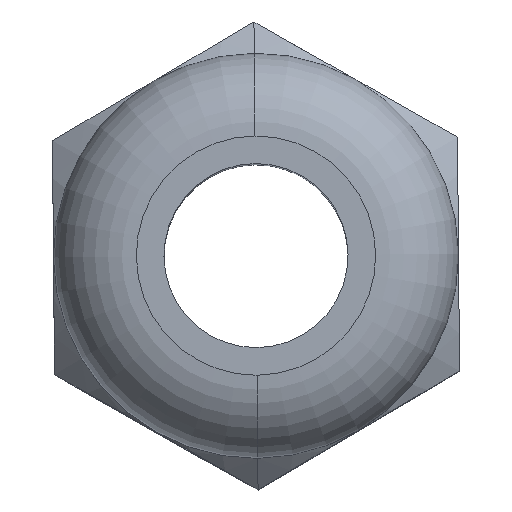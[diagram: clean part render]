
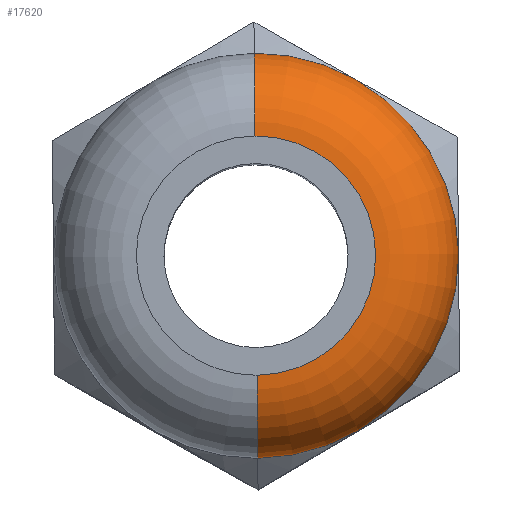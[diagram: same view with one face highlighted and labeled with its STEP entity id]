
A CAD part, top view. The second image highlights one B-rep face of the part: STEP entity #17620.
In plain terms, the highlighted toroidal (fillet/blend) face has major radius 6.5 mm and minor radius 4.5 mm.
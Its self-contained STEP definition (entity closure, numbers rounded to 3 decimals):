
#3230=CARTESIAN_POINT('',(0.,0.,
45.159));
#3240=DIRECTION('',(0.,0.,-1.));
#3250=DIRECTION('',(-0.5,0.866,0.));
#3260=AXIS2_PLACEMENT_3D('',#3230,#3240,#3250);
#3270=CIRCLE('',#3260,6.5);
#3280=CARTESIAN_POINT('',(-3.25,5.629,
45.159));
#3290=VERTEX_POINT('',#3280);
#3300=CARTESIAN_POINT('',(3.25,-5.629,45.159));
#3310=VERTEX_POINT('',#3300);
#3320=EDGE_CURVE('',#3290,#3310,#3270,.T.);
#3510=CARTESIAN_POINT('',(3.25,-5.629,40.659));
#3520=DIRECTION('',(-0.866,-0.5,0.));
#3530=DIRECTION('',(0.5,-0.866,0.));
#3540=AXIS2_PLACEMENT_3D('',#3510,#3520,#3530);
#3550=CIRCLE('',#3540,4.5);
#3560=CARTESIAN_POINT('',(5.5,-9.526,
40.659));
#3570=VERTEX_POINT('',#3560);
#3580=EDGE_CURVE('',#3570,#3310,#3550,.T.);
#3600=CARTESIAN_POINT('',(0.,0.,
40.659));
#3610=DIRECTION('',(0.,0.,-1.));
#3620=DIRECTION('',(-0.5,0.866,0.));
#3630=AXIS2_PLACEMENT_3D('',#3600,#3610,#3620);
#3640=CIRCLE('',#3630,11.);
#3650=CARTESIAN_POINT('',(-5.5,9.526,
40.659));
#3660=VERTEX_POINT('',#3650);
#3690=CARTESIAN_POINT('',(-3.25,5.629,
40.659));
#3700=DIRECTION('',(0.866,0.5,0.));
#3710=DIRECTION('',(-0.5,0.866,0.));
#3720=AXIS2_PLACEMENT_3D('',#3690,#3700,#3710);
#3730=CIRCLE('',#3720,4.5);
#3740=EDGE_CURVE('',#3660,#3290,#3730,.T.);
#17500=CARTESIAN_POINT('',(0.,0.,
40.659));
#17510=DIRECTION('',(0.,0.,-1.));
#17520=DIRECTION('',(-0.5,0.866,0.));
#17530=AXIS2_PLACEMENT_3D('',#17500,#17510,#17520);
#17540=TOROIDAL_SURFACE('',#17530,6.5,4.5);
#17550=EDGE_CURVE('',#3660,#3570,#3640,.T.);
#17560=ORIENTED_EDGE('',*,*,#17550,.F.);
#17570=ORIENTED_EDGE('',*,*,#3580,.F.);
#17580=ORIENTED_EDGE('',*,*,#3320,.T.);
#17590=ORIENTED_EDGE('',*,*,#3740,.T.);
#17600=EDGE_LOOP('',(#17590,#17580,#17570,#17560));
#17610=FACE_OUTER_BOUND('',#17600,.T.);
#17620=ADVANCED_FACE('',(#17610),#17540,.T.);
